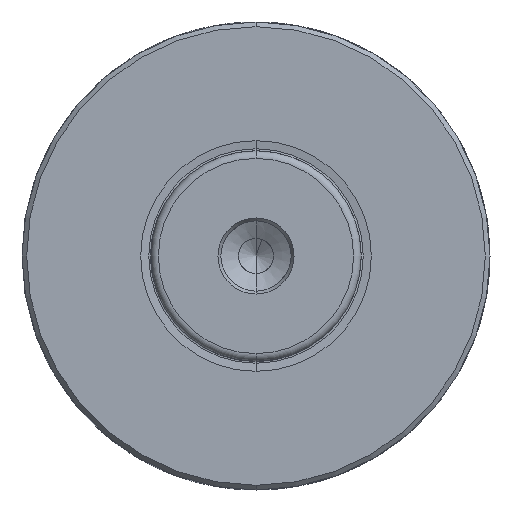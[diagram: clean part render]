
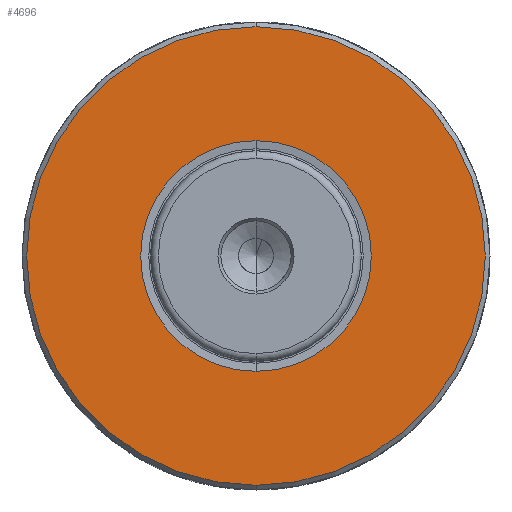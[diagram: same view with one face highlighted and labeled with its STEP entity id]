
A CAD part, left-side view. The second image highlights one B-rep face of the part: STEP entity #4696.
In plain terms, the highlighted planar face has unit normal (-1, 0, 0).
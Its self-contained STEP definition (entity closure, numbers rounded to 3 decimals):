
#100 = AXIS2_PLACEMENT_3D ( 'NONE', #27875, #44266, #24284 ) ;
#207 = CARTESIAN_POINT ( 'NONE',  ( 0., 0., 0. ) ) ;
#1964 = AXIS2_PLACEMENT_3D ( 'NONE', #6158, #2990, #26897 ) ;
#2990 = DIRECTION ( 'NONE',  ( -1., 0., 0. ) ) ;
#3997 = FACE_BOUND ( 'NONE', #15889, .T. ) ;
#4078 = ORIENTED_EDGE ( 'NONE', *, *, #4726, .F. ) ;
#4159 = CIRCLE ( 'NONE', #22880, 19.715 ) ;
#4459 = DIRECTION ( 'NONE',  ( -1., 0., 0. ) ) ;
#4696 = ADVANCED_FACE ( 'NONE', ( #3997, #10524 ), #41160, .F. ) ;
#4726 = EDGE_CURVE ( 'NONE', #40982, #20643, #23794, .T. ) ;
#4780 = CIRCLE ( 'NONE', #27088, 39.2 ) ;
#6116 = ORIENTED_EDGE ( 'NONE', *, *, #15847, .F. ) ;
#6158 = CARTESIAN_POINT ( 'NONE',  ( 0., 0., 0. ) ) ;
#7617 = CARTESIAN_POINT ( 'NONE',  ( 0., 0., -19.715 ) ) ;
#10524 = FACE_OUTER_BOUND ( 'NONE', #40414, .T. ) ;
#14502 = DIRECTION ( 'NONE',  ( 0., 0., 1. ) ) ;
#15847 = EDGE_CURVE ( 'NONE', #20643, #40982, #4159, .T. ) ;
#15889 = EDGE_LOOP ( 'NONE', ( #4078, #6116 ) ) ;
#16272 = EDGE_CURVE ( 'NONE', #39567, #31177, #4780, .T. ) ;
#16485 = CARTESIAN_POINT ( 'NONE',  ( 0., 0., 19.715 ) ) ;
#17762 = DIRECTION ( 'NONE',  ( 0., 0., 1. ) ) ;
#18342 = DIRECTION ( 'NONE',  ( -1., 0., 0. ) ) ;
#20643 = VERTEX_POINT ( 'NONE', #7617 ) ;
#22880 = AXIS2_PLACEMENT_3D ( 'NONE', #29000, #4459, #42695 ) ;
#23101 = AXIS2_PLACEMENT_3D ( 'NONE', #207, #27212, #17762 ) ;
#23794 = CIRCLE ( 'NONE', #23101, 19.715 ) ;
#24284 = DIRECTION ( 'NONE',  ( 0., 0., -1. ) ) ;
#25675 = ORIENTED_EDGE ( 'NONE', *, *, #16272, .T. ) ;
#26897 = DIRECTION ( 'NONE',  ( 0., 0., 1. ) ) ;
#27020 = EDGE_CURVE ( 'NONE', #31177, #39567, #40796, .T. ) ;
#27088 = AXIS2_PLACEMENT_3D ( 'NONE', #34759, #18342, #14502 ) ;
#27212 = DIRECTION ( 'NONE',  ( -1., 0., 0. ) ) ;
#27875 = CARTESIAN_POINT ( 'NONE',  ( 0., 19.715, 0. ) ) ;
#29000 = CARTESIAN_POINT ( 'NONE',  ( 0., 0., 0. ) ) ;
#31177 = VERTEX_POINT ( 'NONE', #37783 ) ;
#32178 = ORIENTED_EDGE ( 'NONE', *, *, #27020, .T. ) ;
#34759 = CARTESIAN_POINT ( 'NONE',  ( 0., 0., 0. ) ) ;
#37783 = CARTESIAN_POINT ( 'NONE',  ( 0., 0., -39.2 ) ) ;
#38401 = CARTESIAN_POINT ( 'NONE',  ( 0., 0., 39.2 ) ) ;
#39567 = VERTEX_POINT ( 'NONE', #38401 ) ;
#40414 = EDGE_LOOP ( 'NONE', ( #32178, #25675 ) ) ;
#40796 = CIRCLE ( 'NONE', #1964, 39.2 ) ;
#40982 = VERTEX_POINT ( 'NONE', #16485 ) ;
#41160 = PLANE ( 'NONE',  #100 ) ;
#42695 = DIRECTION ( 'NONE',  ( 0., 0., 1. ) ) ;
#44266 = DIRECTION ( 'NONE',  ( 1., 0., 0. ) ) ;
